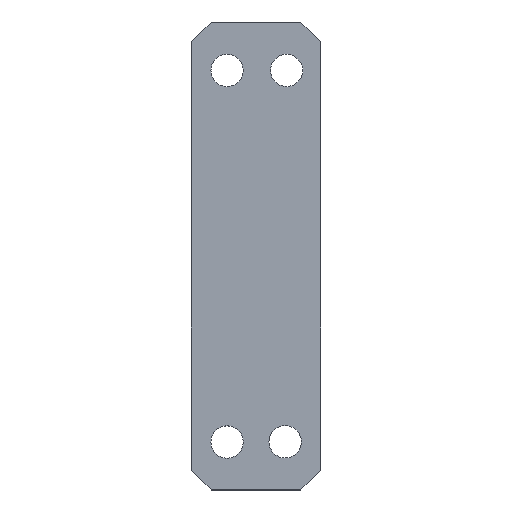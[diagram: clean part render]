
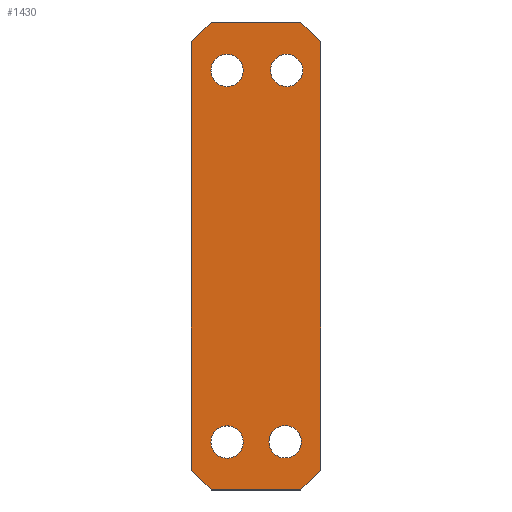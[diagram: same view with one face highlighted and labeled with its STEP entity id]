
A CAD part, top view. The second image highlights one B-rep face of the part: STEP entity #1430.
In plain terms, the highlighted planar face has unit normal (0, 0, 1).
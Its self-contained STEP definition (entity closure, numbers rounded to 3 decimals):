
#18=FACE_BOUND('',#200,.T.);
#19=FACE_BOUND('',#201,.T.);
#20=FACE_BOUND('',#202,.T.);
#21=FACE_BOUND('',#203,.T.);
#56=PLANE('',#1552);
#122=FACE_OUTER_BOUND('',#199,.T.);
#199=EDGE_LOOP('',(#1093,#1094,#1095,#1096,#1097,#1098,#1099,#1100));
#200=EDGE_LOOP('',(#1101));
#201=EDGE_LOOP('',(#1102));
#202=EDGE_LOOP('',(#1103));
#203=EDGE_LOOP('',(#1104));
#334=LINE('',#2225,#490);
#336=LINE('',#2229,#492);
#339=LINE('',#2235,#495);
#340=LINE('',#2237,#496);
#341=LINE('',#2239,#497);
#342=LINE('',#2241,#498);
#343=LINE('',#2243,#499);
#344=LINE('',#2244,#500);
#490=VECTOR('',#1802,10.);
#492=VECTOR('',#1806,10.);
#495=VECTOR('',#1811,10.);
#496=VECTOR('',#1812,10.);
#497=VECTOR('',#1813,10.);
#498=VECTOR('',#1814,10.);
#499=VECTOR('',#1815,10.);
#500=VECTOR('',#1816,10.);
#598=CIRCLE('',#1523,3.25);
#600=CIRCLE('',#1526,3.25);
#602=CIRCLE('',#1529,3.25);
#604=CIRCLE('',#1532,3.25);
#678=VERTEX_POINT('',#2137);
#680=VERTEX_POINT('',#2143);
#682=VERTEX_POINT('',#2149);
#684=VERTEX_POINT('',#2155);
#711=VERTEX_POINT('',#2222);
#712=VERTEX_POINT('',#2224);
#713=VERTEX_POINT('',#2228);
#715=VERTEX_POINT('',#2234);
#716=VERTEX_POINT('',#2236);
#717=VERTEX_POINT('',#2238);
#718=VERTEX_POINT('',#2240);
#719=VERTEX_POINT('',#2242);
#823=EDGE_CURVE('',#678,#678,#598,.F.);
#826=EDGE_CURVE('',#680,#680,#600,.F.);
#829=EDGE_CURVE('',#682,#682,#602,.F.);
#832=EDGE_CURVE('',#684,#684,#604,.F.);
#864=EDGE_CURVE('',#711,#712,#334,.T.);
#866=EDGE_CURVE('',#713,#712,#336,.F.);
#869=EDGE_CURVE('',#711,#715,#339,.T.);
#870=EDGE_CURVE('',#716,#715,#340,.T.);
#871=EDGE_CURVE('',#716,#717,#341,.F.);
#872=EDGE_CURVE('',#718,#717,#342,.T.);
#873=EDGE_CURVE('',#718,#719,#343,.T.);
#874=EDGE_CURVE('',#713,#719,#344,.T.);
#1093=ORIENTED_EDGE('',*,*,#864,.F.);
#1094=ORIENTED_EDGE('',*,*,#869,.T.);
#1095=ORIENTED_EDGE('',*,*,#870,.F.);
#1096=ORIENTED_EDGE('',*,*,#871,.T.);
#1097=ORIENTED_EDGE('',*,*,#872,.F.);
#1098=ORIENTED_EDGE('',*,*,#873,.T.);
#1099=ORIENTED_EDGE('',*,*,#874,.F.);
#1100=ORIENTED_EDGE('',*,*,#866,.T.);
#1101=ORIENTED_EDGE('',*,*,#823,.T.);
#1102=ORIENTED_EDGE('',*,*,#826,.T.);
#1103=ORIENTED_EDGE('',*,*,#829,.T.);
#1104=ORIENTED_EDGE('',*,*,#832,.T.);
#1430=ADVANCED_FACE('',(#122,#18,#19,#20,#21),#56,.F.);
#1523=AXIS2_PLACEMENT_3D('',#2139,#1722,#1723);
#1526=AXIS2_PLACEMENT_3D('',#2145,#1729,#1730);
#1529=AXIS2_PLACEMENT_3D('',#2151,#1736,#1737);
#1532=AXIS2_PLACEMENT_3D('',#2157,#1743,#1744);
#1552=AXIS2_PLACEMENT_3D('',#2233,#1809,#1810);
#1722=DIRECTION('center_axis',(0.,0.,1.));
#1723=DIRECTION('ref_axis',(1.,0.,0.));
#1729=DIRECTION('center_axis',(0.,0.,1.));
#1730=DIRECTION('ref_axis',(1.,0.,0.));
#1736=DIRECTION('center_axis',(0.,0.,1.));
#1737=DIRECTION('ref_axis',(1.,0.,0.));
#1743=DIRECTION('center_axis',(0.,0.,1.));
#1744=DIRECTION('ref_axis',(1.,0.,0.));
#1802=DIRECTION('',(-0.707,-0.707,0.));
#1806=DIRECTION('',(-1.,0.,0.));
#1809=DIRECTION('center_axis',(0.,0.,-1.));
#1810=DIRECTION('ref_axis',(0.,1.,0.));
#1811=DIRECTION('',(0.,1.,0.));
#1812=DIRECTION('',(0.707,-0.707,0.));
#1813=DIRECTION('',(1.,0.,0.));
#1814=DIRECTION('',(0.707,0.707,0.));
#1815=DIRECTION('',(0.,-1.,0.));
#1816=DIRECTION('',(-0.707,0.707,0.));
#2137=CARTESIAN_POINT('',(-39.064,57.273,5.));
#2139=CARTESIAN_POINT('Origin',(-35.814,57.273,5.));
#2143=CARTESIAN_POINT('',(-27.104,57.273,5.));
#2145=CARTESIAN_POINT('Origin',(-23.854,57.273,5.));
#2149=CARTESIAN_POINT('',(-27.391,-17.327,5.));
#2151=CARTESIAN_POINT('Origin',(-24.141,-17.327,5.));
#2155=CARTESIAN_POINT('',(-39.064,-17.372,5.));
#2157=CARTESIAN_POINT('Origin',(-35.814,-17.372,5.));
#2222=CARTESIAN_POINT('',(-17.,-23.,5.));
#2224=CARTESIAN_POINT('',(-21.,-27.,5.));
#2225=CARTESIAN_POINT('',(-23.,-29.,5.));
#2228=CARTESIAN_POINT('',(-39.,-27.,5.));
#2229=CARTESIAN_POINT('',(-27.5,-27.,5.));
#2233=CARTESIAN_POINT('Origin',(-50.,-10.,5.));
#2234=CARTESIAN_POINT('',(-17.,63.,5.));
#2235=CARTESIAN_POINT('',(-17.,20.,5.));
#2236=CARTESIAN_POINT('',(-21.,67.,5.));
#2237=CARTESIAN_POINT('',(-8.,54.,5.));
#2238=CARTESIAN_POINT('',(-39.,67.,5.));
#2239=CARTESIAN_POINT('',(-52.5,67.,5.));
#2240=CARTESIAN_POINT('',(-43.,63.,5.));
#2241=CARTESIAN_POINT('',(-62.,44.,5.));
#2242=CARTESIAN_POINT('',(-43.,-23.,5.));
#2243=CARTESIAN_POINT('',(-43.,-10.,5.));
#2244=CARTESIAN_POINT('',(-47.,-19.,5.));
